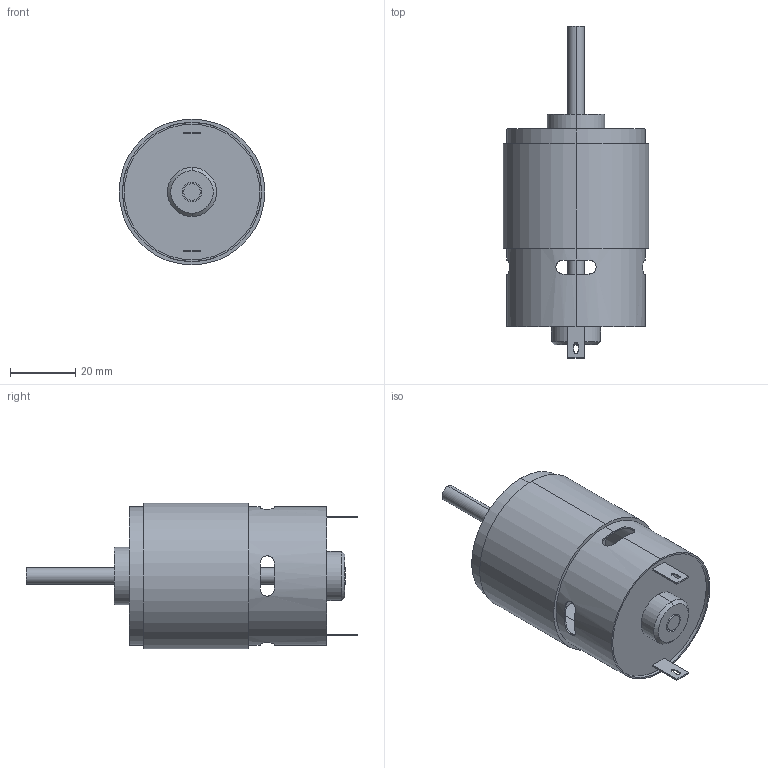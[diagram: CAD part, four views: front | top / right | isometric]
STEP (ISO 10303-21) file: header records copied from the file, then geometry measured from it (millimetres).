
FILE_DESCRIPTION (( 'STEP AP214' ), '1' );
FILE_NAME ('755.STEP', '2024-01-12T00:07:40', ( '微软用户' ), ( '微软中国' ), 'SwSTEP 2.0', 'SolidWorks 2014', '' );
FILE_SCHEMA (( 'AUTOMOTIVE_DESIGN' ));
Length unit declared in the file: millimetre
Products named in the file (1): 755
Bounding box: 44.6 x 101.5 x 44.6 mm (x, y, z)
Volume: 36998.4 mm3; surface area: 22307.5 mm2
Topology: 1 solids, 1 shells, 107 faces, 268 edges, 178 vertices
Faces by surface type: cylinder 64, plane 41, cone 2
Entity records: 3858 total; most frequent: CARTESIAN_POINT 1058, DIRECTION 590, ORIENTED_EDGE 536, EDGE_CURVE 268, AXIS2_PLACEMENT_3D 238, VERTEX_POINT 178, EDGE_LOOP 134, CIRCLE 130
